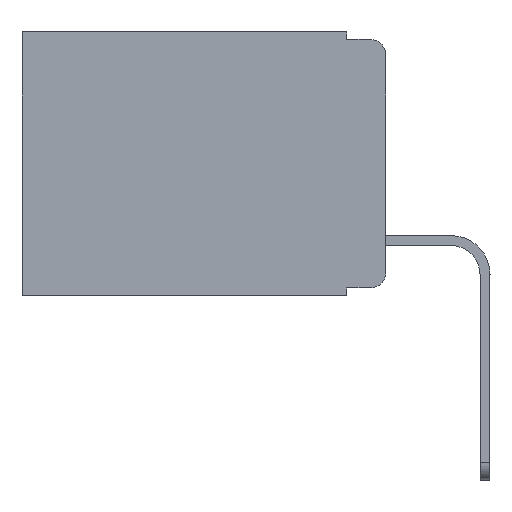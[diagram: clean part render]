
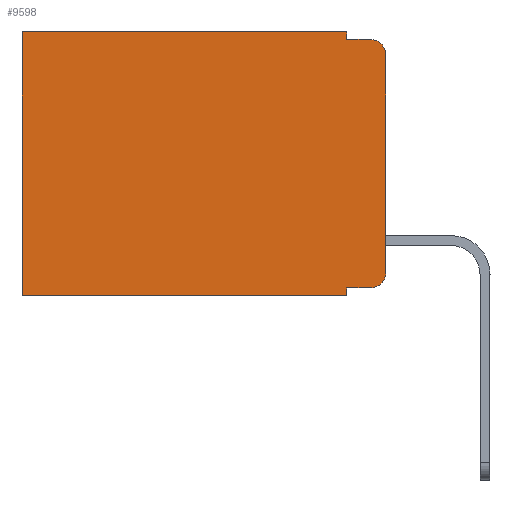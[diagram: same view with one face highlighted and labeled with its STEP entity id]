
A CAD part, left-side view. The second image highlights one B-rep face of the part: STEP entity #9598.
In plain terms, the highlighted planar face has unit normal (-1, 0, 0).
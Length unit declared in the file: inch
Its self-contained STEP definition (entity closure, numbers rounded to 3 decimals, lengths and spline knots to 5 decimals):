
#68 = CARTESIAN_POINT ( 'NONE',  ( 0.298, 0.051, -0.333 ) ) ;
#967 = ORIENTED_EDGE ( 'NONE', *, *, #12158, .F. ) ;
#1207 = CARTESIAN_POINT ( 'NONE',  ( 0.298, 0.473, 0. ) ) ;
#1425 = DIRECTION ( 'NONE',  ( 0., -1., 0. ) ) ;
#1483 = EDGE_CURVE ( 'NONE', #7737, #3396, #8976, .T. ) ;
#1671 = VECTOR ( 'NONE', #3461, 39.37008 ) ;
#1853 = LINE ( 'NONE', #68, #13365 ) ;
#1878 = DIRECTION ( 'NONE',  ( 1., 0., 0. ) ) ;
#1924 = CARTESIAN_POINT ( 'NONE',  ( 0.298, 0., 0. ) ) ;
#2131 = EDGE_CURVE ( 'NONE', #6617, #7966, #9591, .T. ) ;
#2301 = DIRECTION ( 'NONE',  ( 0., 0., -1. ) ) ;
#2637 = DIRECTION ( 'NONE',  ( 0., -1., 0. ) ) ;
#2640 = CARTESIAN_POINT ( 'NONE',  ( 0.298, 0.473, 0. ) ) ;
#3396 = VERTEX_POINT ( 'NONE', #2640 ) ;
#3461 = DIRECTION ( 'NONE',  ( 0., 1., 0. ) ) ;
#3643 = AXIS2_PLACEMENT_3D ( 'NONE', #1924, #1878, #6264 ) ;
#3760 = CARTESIAN_POINT ( 'NONE',  ( 0.298, 0., -0.03 ) ) ;
#3806 = CARTESIAN_POINT ( 'NONE',  ( 0.298, 0.051, -0.01 ) ) ;
#4048 = ORIENTED_EDGE ( 'NONE', *, *, #5794, .T. ) ;
#4266 = LINE ( 'NONE', #11743, #13110 ) ;
#4381 = LINE ( 'NONE', #1207, #11035 ) ;
#4456 = CARTESIAN_POINT ( 'NONE',  ( 0.298, 0.051, 0. ) ) ;
#4491 = EDGE_CURVE ( 'NONE', #6617, #6735, #8892, .T. ) ;
#4564 = FACE_OUTER_BOUND ( 'NONE', #13761, .T. ) ;
#4619 = EDGE_CURVE ( 'NONE', #3396, #7541, #4381, .T. ) ;
#4827 = CARTESIAN_POINT ( 'NONE',  ( 0.298, 0.051, 0. ) ) ;
#4878 = EDGE_CURVE ( 'NONE', #9514, #10110, #6374, .T. ) ;
#4963 = DIRECTION ( 'NONE',  ( 0., 1., 0. ) ) ;
#5089 = VERTEX_POINT ( 'NONE', #6567 ) ;
#5692 = AXIS2_PLACEMENT_3D ( 'NONE', #10153, #7968, #11296 ) ;
#5794 = EDGE_CURVE ( 'NONE', #9514, #6579, #1853, .T. ) ;
#6131 = PLANE ( 'NONE',  #3643 ) ;
#6264 = DIRECTION ( 'NONE',  ( 0., 0., -1. ) ) ;
#6362 = DIRECTION ( 'NONE',  ( 0., 0., -1. ) ) ;
#6374 = LINE ( 'NONE', #4456, #13724 ) ;
#6567 = CARTESIAN_POINT ( 'NONE',  ( 0.298, 0.051, -0.01 ) ) ;
#6579 = VERTEX_POINT ( 'NONE', #13028 ) ;
#6605 = ORIENTED_EDGE ( 'NONE', *, *, #4619, .T. ) ;
#6617 = VERTEX_POINT ( 'NONE', #3760 ) ;
#6735 = VERTEX_POINT ( 'NONE', #11234 ) ;
#6796 = LINE ( 'NONE', #3806, #8125 ) ;
#6913 = ORIENTED_EDGE ( 'NONE', *, *, #10613, .T. ) ;
#7541 = VERTEX_POINT ( 'NONE', #13079 ) ;
#7695 = EDGE_CURVE ( 'NONE', #5089, #6735, #6796, .T. ) ;
#7737 = VERTEX_POINT ( 'NONE', #4827 ) ;
#7966 = VERTEX_POINT ( 'NONE', #11182 ) ;
#7968 = DIRECTION ( 'NONE',  ( -1., 0., 0. ) ) ;
#7984 = DIRECTION ( 'NONE',  ( -1., 0., 0. ) ) ;
#8044 = CIRCLE ( 'NONE', #5692, 0.02 ) ;
#8088 = EDGE_CURVE ( 'NONE', #7737, #5089, #4266, .T. ) ;
#8100 = CARTESIAN_POINT ( 'NONE',  ( 0.298, 0., 0. ) ) ;
#8125 = VECTOR ( 'NONE', #2637, 39.37008 ) ;
#8260 = ORIENTED_EDGE ( 'NONE', *, *, #1483, .T. ) ;
#8892 = CIRCLE ( 'NONE', #9777, 0.02 ) ;
#8944 = CARTESIAN_POINT ( 'NONE',  ( 0.298, 0.02, -0.03 ) ) ;
#8976 = LINE ( 'NONE', #8100, #11137 ) ;
#9494 = ORIENTED_EDGE ( 'NONE', *, *, #4491, .T. ) ;
#9514 = VERTEX_POINT ( 'NONE', #10325 ) ;
#9591 = LINE ( 'NONE', #9864, #10937 ) ;
#9598 = ADVANCED_FACE ( 'NONE', ( #4564 ), #6131, .F. ) ;
#9777 = AXIS2_PLACEMENT_3D ( 'NONE', #8944, #7984, #10083 ) ;
#9864 = CARTESIAN_POINT ( 'NONE',  ( 0.298, 0., 0. ) ) ;
#10083 = DIRECTION ( 'NONE',  ( 0., 0., -1. ) ) ;
#10084 = CARTESIAN_POINT ( 'NONE',  ( 0.298, 0.051, -0.343 ) ) ;
#10110 = VERTEX_POINT ( 'NONE', #10084 ) ;
#10153 = CARTESIAN_POINT ( 'NONE',  ( 0.298, 0.02, -0.313 ) ) ;
#10325 = CARTESIAN_POINT ( 'NONE',  ( 0.298, 0.051, -0.333 ) ) ;
#10613 = EDGE_CURVE ( 'NONE', #6579, #7966, #8044, .T. ) ;
#10644 = LINE ( 'NONE', #13009, #1671 ) ;
#10763 = ORIENTED_EDGE ( 'NONE', *, *, #2131, .F. ) ;
#10937 = VECTOR ( 'NONE', #2301, 39.37008 ) ;
#11035 = VECTOR ( 'NONE', #11813, 39.37008 ) ;
#11137 = VECTOR ( 'NONE', #4963, 39.37008 ) ;
#11182 = CARTESIAN_POINT ( 'NONE',  ( 0.298, 0., -0.313 ) ) ;
#11219 = ORIENTED_EDGE ( 'NONE', *, *, #7695, .F. ) ;
#11234 = CARTESIAN_POINT ( 'NONE',  ( 0.298, 0.02, -0.01 ) ) ;
#11296 = DIRECTION ( 'NONE',  ( 0., 0., -1. ) ) ;
#11743 = CARTESIAN_POINT ( 'NONE',  ( 0.298, 0.051, 0. ) ) ;
#11813 = DIRECTION ( 'NONE',  ( 0., 0., -1. ) ) ;
#11832 = DIRECTION ( 'NONE',  ( 0., 0., -1. ) ) ;
#12158 = EDGE_CURVE ( 'NONE', #10110, #7541, #10644, .T. ) ;
#12473 = ORIENTED_EDGE ( 'NONE', *, *, #4878, .F. ) ;
#12527 = ORIENTED_EDGE ( 'NONE', *, *, #8088, .F. ) ;
#13009 = CARTESIAN_POINT ( 'NONE',  ( 0.298, 0., -0.343 ) ) ;
#13028 = CARTESIAN_POINT ( 'NONE',  ( 0.298, 0.02, -0.333 ) ) ;
#13079 = CARTESIAN_POINT ( 'NONE',  ( 0.298, 0.473, -0.343 ) ) ;
#13110 = VECTOR ( 'NONE', #11832, 39.37008 ) ;
#13365 = VECTOR ( 'NONE', #1425, 39.37008 ) ;
#13724 = VECTOR ( 'NONE', #6362, 39.37008 ) ;
#13761 = EDGE_LOOP ( 'NONE', ( #10763, #9494, #11219, #12527, #8260, #6605, #967, #12473, #4048, #6913 ) ) ;
